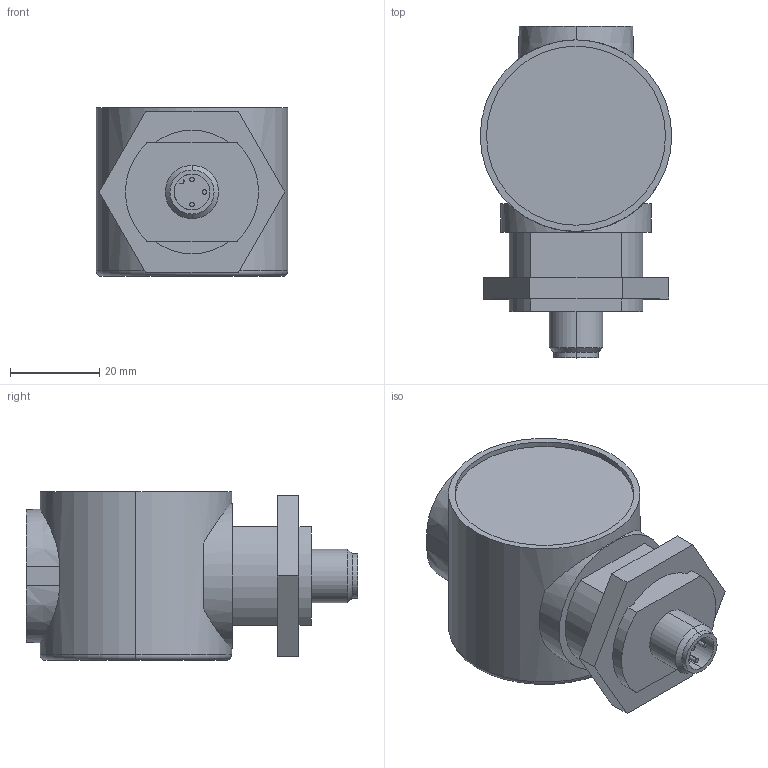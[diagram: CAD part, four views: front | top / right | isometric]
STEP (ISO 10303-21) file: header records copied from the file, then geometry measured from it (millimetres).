
FILE_DESCRIPTION (( 'STEP AP214' ), '1' );
FILE_NAME ('FW3-LN-1E.STEP', '2014-06-19T16:33:50', ( '' ), ( '' ), 'SwSTEP 2.0', 'SolidWorks 2013', '' );
FILE_SCHEMA (( 'AUTOMOTIVE_DESIGN' ));
Length unit declared in the file: inch
Products named in the file (1): FW3-LN-1E
Bounding box: 42.93 x 74.37 x 37.85 mm (x, y, z)
Volume: 70488.2 mm3; surface area: 12698.3 mm2
Topology: 1 solids, 1 shells, 201 faces, 525 edges, 348 vertices
Faces by surface type: plane 111, bspline 48, cylinder 35, cone 5, torus 2
Entity records: 10465 total; most frequent: CARTESIAN_POINT 3902, ORIENTED_EDGE 1050, DIRECTION 819, EDGE_CURVE 525, VERTEX_POINT 348, LINE 333, VECTOR 333, AXIS2_PLACEMENT_3D 243
